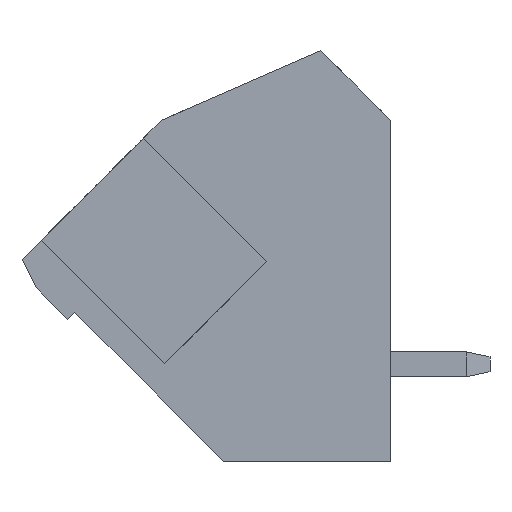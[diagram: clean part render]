
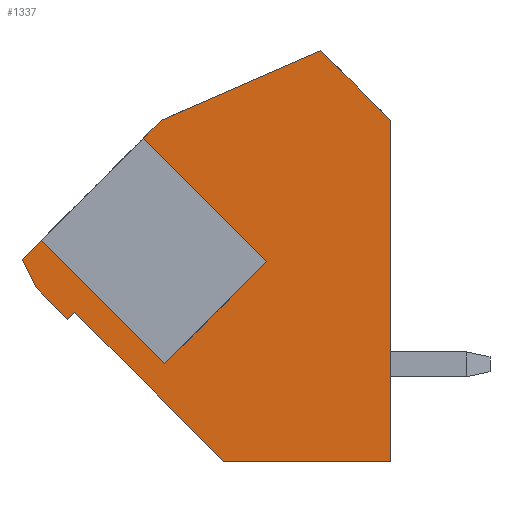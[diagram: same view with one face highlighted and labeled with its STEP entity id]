
A CAD part, left-side view. The second image highlights one B-rep face of the part: STEP entity #1337.
In plain terms, the highlighted planar face has unit normal (-1, 0, 0).
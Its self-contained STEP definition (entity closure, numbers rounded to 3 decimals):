
#321 = PLANE ( 'NONE',  #10527 ) ;
#346 = CARTESIAN_POINT ( 'NONE',  ( 0., 9.2, 13.7 ) ) ;
#582 = EDGE_CURVE ( 'NONE', #14991, #16149, #20951, .T. ) ;
#938 = EDGE_CURVE ( 'NONE', #12858, #37173, #14102, .T. ) ;
#1026 = CARTESIAN_POINT ( 'NONE',  ( 0., 0., 13.7 ) ) ;
#1281 = VERTEX_POINT ( 'NONE', #30794 ) ;
#1337 = ADVANCED_FACE ( 'NONE', ( #14272 ), #321, .F. ) ;
#2979 = EDGE_CURVE ( 'NONE', #8896, #13989, #26096, .T. ) ;
#2989 = ORIENTED_EDGE ( 'NONE', *, *, #2979, .T. ) ;
#3225 = CARTESIAN_POINT ( 'NONE',  ( 0., 6.7, 0. ) ) ;
#4667 = VERTEX_POINT ( 'NONE', #3225 ) ;
#4985 = LINE ( 'NONE', #16674, #34656 ) ;
#5118 = CARTESIAN_POINT ( 'NONE',  ( 0., 9.2, 13.7 ) ) ;
#5341 = DIRECTION ( 'NONE',  ( 0., -0.707, -0.707 ) ) ;
#5616 = ORIENTED_EDGE ( 'NONE', *, *, #23624, .T. ) ;
#5881 = VECTOR ( 'NONE', #30504, 1000. ) ;
#6224 = VECTOR ( 'NONE', #6833, 1000. ) ;
#6527 = VECTOR ( 'NONE', #17216, 1000. ) ;
#6736 = ORIENTED_EDGE ( 'NONE', *, *, #17644, .T. ) ;
#6833 = DIRECTION ( 'NONE',  ( 0., 0.916, -0.401 ) ) ;
#7633 = ORIENTED_EDGE ( 'NONE', *, *, #18889, .T. ) ;
#7865 = ORIENTED_EDGE ( 'NONE', *, *, #25901, .T. ) ;
#7945 = LINE ( 'NONE', #5118, #5881 ) ;
#8094 = CARTESIAN_POINT ( 'NONE',  ( 0., 14.8, 8.1 ) ) ;
#8464 = VERTEX_POINT ( 'NONE', #19616 ) ;
#8511 = VERTEX_POINT ( 'NONE', #30425 ) ;
#8896 = VERTEX_POINT ( 'NONE', #18989 ) ;
#8899 = VERTEX_POINT ( 'NONE', #16505 ) ;
#8903 = ORIENTED_EDGE ( 'NONE', *, *, #582, .F. ) ;
#9987 = DIRECTION ( 'NONE',  ( 0., 0.707, 0.707 ) ) ;
#10527 = AXIS2_PLACEMENT_3D ( 'NONE', #25711, #34540, #31721 ) ;
#11454 = EDGE_CURVE ( 'NONE', #13989, #8899, #35710, .T. ) ;
#12451 = CARTESIAN_POINT ( 'NONE',  ( 0., 6.7, 0. ) ) ;
#12858 = VERTEX_POINT ( 'NONE', #35055 ) ;
#12913 = ORIENTED_EDGE ( 'NONE', *, *, #30120, .T. ) ;
#13648 = CARTESIAN_POINT ( 'NONE',  ( 0., 9.2, 13.7 ) ) ;
#13989 = VERTEX_POINT ( 'NONE', #1026 ) ;
#14102 = LINE ( 'NONE', #30983, #32717 ) ;
#14272 = FACE_OUTER_BOUND ( 'NONE', #16937, .T. ) ;
#14300 = CARTESIAN_POINT ( 'NONE',  ( 0., 9.921, 12.979 ) ) ;
#14991 = VERTEX_POINT ( 'NONE', #25883 ) ;
#16149 = VERTEX_POINT ( 'NONE', #14300 ) ;
#16505 = CARTESIAN_POINT ( 'NONE',  ( 0., 2.8, 16.5 ) ) ;
#16674 = CARTESIAN_POINT ( 'NONE',  ( 0., 14.234, 6.969 ) ) ;
#16937 = EDGE_LOOP ( 'NONE', ( #8903, #29451, #35713, #6736, #7633, #25612, #7865, #12913, #5616, #2989, #23494, #26325, #26520 ) ) ;
#17216 = DIRECTION ( 'NONE',  ( 0., 0.707, -0.707 ) ) ;
#17644 = EDGE_CURVE ( 'NONE', #37173, #8511, #7945, .T. ) ;
#18283 = CARTESIAN_POINT ( 'NONE',  ( 0., 14.022, 8.878 ) ) ;
#18482 = LINE ( 'NONE', #12451, #21648 ) ;
#18493 = VECTOR ( 'NONE', #19599, 1000. ) ;
#18719 = DIRECTION ( 'NONE',  ( 0., 0.707, 0.707 ) ) ;
#18889 = EDGE_CURVE ( 'NONE', #8511, #8464, #33491, .T. ) ;
#18989 = CARTESIAN_POINT ( 'NONE',  ( 0., 0., 0. ) ) ;
#19350 = VECTOR ( 'NONE', #34368, 1000. ) ;
#19599 = DIRECTION ( 'NONE',  ( 0., -0.707, 0.707 ) ) ;
#19616 = CARTESIAN_POINT ( 'NONE',  ( 0., 14.234, 6.969 ) ) ;
#20951 = LINE ( 'NONE', #32409, #26677 ) ;
#21417 = VECTOR ( 'NONE', #33315, 1000. ) ;
#21648 = VECTOR ( 'NONE', #30803, 1000. ) ;
#22935 = VECTOR ( 'NONE', #9987, 1000. ) ;
#23494 = ORIENTED_EDGE ( 'NONE', *, *, #11454, .T. ) ;
#23624 = EDGE_CURVE ( 'NONE', #4667, #8896, #25025, .T. ) ;
#24409 = EDGE_CURVE ( 'NONE', #8899, #24873, #29546, .T. ) ;
#24873 = VERTEX_POINT ( 'NONE', #346 ) ;
#25025 = LINE ( 'NONE', #36474, #25339 ) ;
#25085 = LINE ( 'NONE', #13648, #6527 ) ;
#25339 = VECTOR ( 'NONE', #33698, 1000. ) ;
#25612 = ORIENTED_EDGE ( 'NONE', *, *, #26817, .T. ) ;
#25711 = CARTESIAN_POINT ( 'NONE',  ( 0., 14.8, 16.5 ) ) ;
#25883 = CARTESIAN_POINT ( 'NONE',  ( 0., 4.971, 8.029 ) ) ;
#25901 = EDGE_CURVE ( 'NONE', #1281, #25972, #30452, .T. ) ;
#25972 = VERTEX_POINT ( 'NONE', #33495 ) ;
#26096 = LINE ( 'NONE', #31725, #19350 ) ;
#26325 = ORIENTED_EDGE ( 'NONE', *, *, #24409, .T. ) ;
#26520 = ORIENTED_EDGE ( 'NONE', *, *, #35293, .T. ) ;
#26677 = VECTOR ( 'NONE', #18719, 1000. ) ;
#26817 = EDGE_CURVE ( 'NONE', #8464, #1281, #4985, .T. ) ;
#27649 = CARTESIAN_POINT ( 'NONE',  ( 0., 12.962, 5.696 ) ) ;
#28170 = DIRECTION ( 'NONE',  ( 0., -0.447, -0.894 ) ) ;
#29451 = ORIENTED_EDGE ( 'NONE', *, *, #33689, .F. ) ;
#29546 = LINE ( 'NONE', #35186, #6224 ) ;
#30099 = CARTESIAN_POINT ( 'NONE',  ( 0., 0., 13.7 ) ) ;
#30120 = EDGE_CURVE ( 'NONE', #25972, #4667, #18482, .T. ) ;
#30425 = CARTESIAN_POINT ( 'NONE',  ( 0., 14.8, 8.1 ) ) ;
#30452 = LINE ( 'NONE', #27649, #21417 ) ;
#30504 = DIRECTION ( 'NONE',  ( 0., 0.707, -0.707 ) ) ;
#30794 = CARTESIAN_POINT ( 'NONE',  ( 0., 12.962, 5.696 ) ) ;
#30803 = DIRECTION ( 'NONE',  ( 0., -0.707, -0.707 ) ) ;
#30983 = CARTESIAN_POINT ( 'NONE',  ( 0., 9.072, 3.928 ) ) ;
#31721 = DIRECTION ( 'NONE',  ( 0., 0., -1. ) ) ;
#31725 = CARTESIAN_POINT ( 'NONE',  ( 0., 0., 16.5 ) ) ;
#32409 = CARTESIAN_POINT ( 'NONE',  ( 0., 4.971, 8.029 ) ) ;
#32614 = VECTOR ( 'NONE', #28170, 1000. ) ;
#32717 = VECTOR ( 'NONE', #34553, 1000. ) ;
#33315 = DIRECTION ( 'NONE',  ( 0., -0.707, 0.707 ) ) ;
#33491 = LINE ( 'NONE', #8094, #32614 ) ;
#33495 = CARTESIAN_POINT ( 'NONE',  ( 0., 12.679, 5.979 ) ) ;
#33689 = EDGE_CURVE ( 'NONE', #12858, #14991, #34013, .T. ) ;
#33698 = DIRECTION ( 'NONE',  ( 0., -1., 0. ) ) ;
#34013 = LINE ( 'NONE', #34198, #18493 ) ;
#34198 = CARTESIAN_POINT ( 'NONE',  ( 0., 9.072, 3.928 ) ) ;
#34368 = DIRECTION ( 'NONE',  ( 0., 0., 1. ) ) ;
#34540 = DIRECTION ( 'NONE',  ( 1., 0., 0. ) ) ;
#34553 = DIRECTION ( 'NONE',  ( 0., 0.707, 0.707 ) ) ;
#34656 = VECTOR ( 'NONE', #5341, 1000. ) ;
#35055 = CARTESIAN_POINT ( 'NONE',  ( 0., 9.072, 3.928 ) ) ;
#35186 = CARTESIAN_POINT ( 'NONE',  ( 0., 2.8, 16.5 ) ) ;
#35293 = EDGE_CURVE ( 'NONE', #24873, #16149, #25085, .T. ) ;
#35710 = LINE ( 'NONE', #30099, #22935 ) ;
#35713 = ORIENTED_EDGE ( 'NONE', *, *, #938, .T. ) ;
#36474 = CARTESIAN_POINT ( 'NONE',  ( 0., 14.8, 0. ) ) ;
#37173 = VERTEX_POINT ( 'NONE', #18283 ) ;
